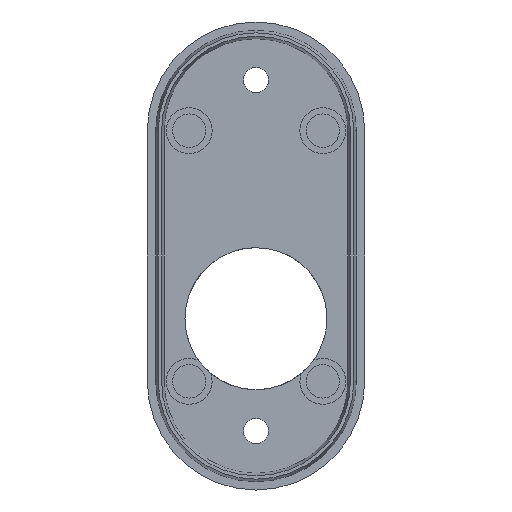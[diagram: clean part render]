
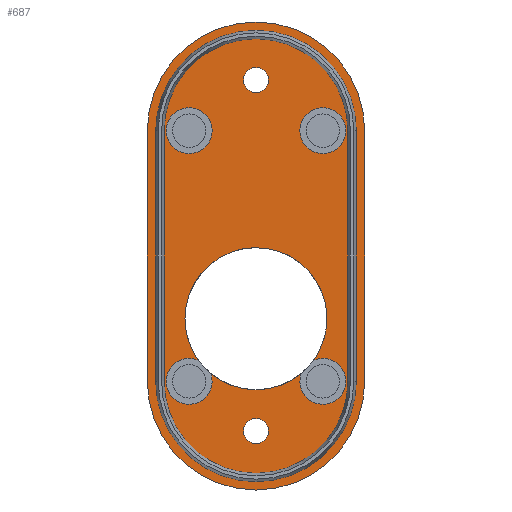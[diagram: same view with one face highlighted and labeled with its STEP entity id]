
A CAD part, front view. The second image highlights one B-rep face of the part: STEP entity #687.
In plain terms, the highlighted planar face has unit normal (0, -1, 0).
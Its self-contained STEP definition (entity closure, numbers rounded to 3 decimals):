
#25=FACE_BOUND('',#213,.T.);
#26=FACE_BOUND('',#214,.T.);
#27=FACE_BOUND('',#215,.T.);
#28=FACE_BOUND('',#216,.T.);
#29=FACE_BOUND('',#217,.T.);
#38=PLANE('',#778);
#59=LINE('',#1082,#101);
#72=LINE('',#1142,#114);
#101=VECTOR('',#862,10.);
#114=VECTOR('',#929,10.);
#167=FACE_OUTER_BOUND('',#212,.T.);
#212=EDGE_LOOP('',(#516,#517,#518,#519));
#213=EDGE_LOOP('',(#520));
#214=EDGE_LOOP('',(#521));
#215=EDGE_LOOP('',(#522,#523,#524,#525,#526));
#216=EDGE_LOOP('',(#527));
#217=EDGE_LOOP('',(#528));
#259=CIRCLE('',#753,13.);
#264=CIRCLE('',#761,1.5);
#266=CIRCLE('',#765,1.5);
#269=CIRCLE('',#770,8.5);
#271=CIRCLE('',#772,8.5);
#273=CIRCLE('',#774,8.5);
#274=CIRCLE('',#776,2.75);
#276=CIRCLE('',#779,13.);
#277=CIRCLE('',#780,2.75);
#278=CIRCLE('',#781,2.75);
#279=CIRCLE('',#782,2.75);
#307=VERTEX_POINT('',#1079);
#308=VERTEX_POINT('',#1081);
#309=VERTEX_POINT('',#1085);
#314=VERTEX_POINT('',#1100);
#316=VERTEX_POINT('',#1108);
#319=VERTEX_POINT('',#1118);
#320=VERTEX_POINT('',#1120);
#323=VERTEX_POINT('',#1126);
#324=VERTEX_POINT('',#1128);
#327=VERTEX_POINT('',#1134);
#328=VERTEX_POINT('',#1141);
#329=VERTEX_POINT('',#1145);
#330=VERTEX_POINT('',#1147);
#370=EDGE_CURVE('',#307,#308,#59,.T.);
#373=EDGE_CURVE('',#309,#307,#259,.T.);
#379=EDGE_CURVE('',#314,#314,#264,.T.);
#383=EDGE_CURVE('',#316,#316,#266,.T.);
#389=EDGE_CURVE('',#320,#319,#269,.T.);
#393=EDGE_CURVE('',#324,#323,#271,.T.);
#397=EDGE_CURVE('',#319,#327,#273,.T.);
#398=EDGE_CURVE('',#323,#320,#274,.T.);
#400=EDGE_CURVE('',#328,#309,#72,.T.);
#401=EDGE_CURVE('',#308,#328,#276,.T.);
#402=EDGE_CURVE('',#327,#324,#277,.T.);
#403=EDGE_CURVE('',#329,#329,#278,.T.);
#404=EDGE_CURVE('',#330,#330,#279,.T.);
#516=ORIENTED_EDGE('',*,*,#373,.F.);
#517=ORIENTED_EDGE('',*,*,#400,.F.);
#518=ORIENTED_EDGE('',*,*,#401,.F.);
#519=ORIENTED_EDGE('',*,*,#370,.F.);
#520=ORIENTED_EDGE('',*,*,#379,.T.);
#521=ORIENTED_EDGE('',*,*,#383,.T.);
#522=ORIENTED_EDGE('',*,*,#389,.T.);
#523=ORIENTED_EDGE('',*,*,#397,.T.);
#524=ORIENTED_EDGE('',*,*,#402,.T.);
#525=ORIENTED_EDGE('',*,*,#393,.T.);
#526=ORIENTED_EDGE('',*,*,#398,.T.);
#527=ORIENTED_EDGE('',*,*,#403,.T.);
#528=ORIENTED_EDGE('',*,*,#404,.T.);
#687=ADVANCED_FACE('',(#167,#25,#26,#27,#28,#29),#38,.F.);
#753=AXIS2_PLACEMENT_3D('',#1087,#867,#868);
#761=AXIS2_PLACEMENT_3D('',#1101,#884,#885);
#765=AXIS2_PLACEMENT_3D('',#1109,#894,#895);
#770=AXIS2_PLACEMENT_3D('',#1121,#907,#908);
#772=AXIS2_PLACEMENT_3D('',#1129,#913,#914);
#774=AXIS2_PLACEMENT_3D('',#1136,#919,#920);
#776=AXIS2_PLACEMENT_3D('',#1138,#923,#924);
#778=AXIS2_PLACEMENT_3D('',#1140,#927,#928);
#779=AXIS2_PLACEMENT_3D('',#1143,#930,#931);
#780=AXIS2_PLACEMENT_3D('',#1144,#932,#933);
#781=AXIS2_PLACEMENT_3D('',#1146,#934,#935);
#782=AXIS2_PLACEMENT_3D('',#1148,#936,#937);
#862=DIRECTION('',(0.,0.,-1.));
#867=DIRECTION('center_axis',(0.,1.,0.));
#868=DIRECTION('ref_axis',(-1.,0.,0.));
#884=DIRECTION('center_axis',(0.,1.,0.));
#885=DIRECTION('ref_axis',(1.,0.,0.));
#894=DIRECTION('center_axis',(0.,1.,0.));
#895=DIRECTION('ref_axis',(1.,0.,0.));
#907=DIRECTION('center_axis',(0.,1.,0.));
#908=DIRECTION('ref_axis',(1.,0.,0.));
#913=DIRECTION('center_axis',(0.,1.,0.));
#914=DIRECTION('ref_axis',(1.,0.,0.));
#919=DIRECTION('center_axis',(0.,1.,0.));
#920=DIRECTION('ref_axis',(1.,0.,0.));
#923=DIRECTION('center_axis',(0.,1.,0.));
#924=DIRECTION('ref_axis',(1.,0.,0.));
#927=DIRECTION('center_axis',(0.,1.,0.));
#928=DIRECTION('ref_axis',(0.,0.,1.));
#929=DIRECTION('',(0.,0.,1.));
#930=DIRECTION('center_axis',(0.,1.,0.));
#931=DIRECTION('ref_axis',(1.,0.,0.));
#932=DIRECTION('center_axis',(0.,1.,0.));
#933=DIRECTION('ref_axis',(1.,0.,0.));
#934=DIRECTION('center_axis',(0.,1.,0.));
#935=DIRECTION('ref_axis',(1.,0.,0.));
#936=DIRECTION('center_axis',(0.,1.,0.));
#937=DIRECTION('ref_axis',(1.,0.,0.));
#1079=CARTESIAN_POINT('',(13.,0.,22.5));
#1081=CARTESIAN_POINT('',(13.,0.,-7.5));
#1082=CARTESIAN_POINT('',(13.,0.,22.5));
#1085=CARTESIAN_POINT('',(-13.,0.,22.5));
#1087=CARTESIAN_POINT('Origin',(0.,0.,22.5));
#1100=CARTESIAN_POINT('',(-1.5,0.,28.557));
#1101=CARTESIAN_POINT('Origin',(0.,0.,28.557));
#1108=CARTESIAN_POINT('',(-1.5,0.,-13.443));
#1109=CARTESIAN_POINT('Origin',(0.,0.,-13.443));
#1118=CARTESIAN_POINT('',(-8.5,0.,0.));
#1120=CARTESIAN_POINT('',(-6.883,0.,-4.987));
#1121=CARTESIAN_POINT('Origin',(0.,0.,0.));
#1126=CARTESIAN_POINT('',(-5.42,0.,-6.548));
#1128=CARTESIAN_POINT('',(5.42,0.,-6.548));
#1129=CARTESIAN_POINT('Origin',(0.,0.,0.));
#1134=CARTESIAN_POINT('',(6.883,0.,-4.987));
#1136=CARTESIAN_POINT('Origin',(0.,0.,0.));
#1138=CARTESIAN_POINT('Origin',(-8.,0.,-7.5));
#1140=CARTESIAN_POINT('Origin',(0.,0.,7.5));
#1141=CARTESIAN_POINT('',(-13.,0.,-7.5));
#1142=CARTESIAN_POINT('',(-13.,0.,-7.5));
#1143=CARTESIAN_POINT('Origin',(0.,0.,-7.5));
#1144=CARTESIAN_POINT('Origin',(8.,0.,-7.5));
#1145=CARTESIAN_POINT('',(-10.75,0.,22.5));
#1146=CARTESIAN_POINT('Origin',(-8.,0.,22.5));
#1147=CARTESIAN_POINT('',(5.25,0.,22.5));
#1148=CARTESIAN_POINT('Origin',(8.,0.,22.5));
